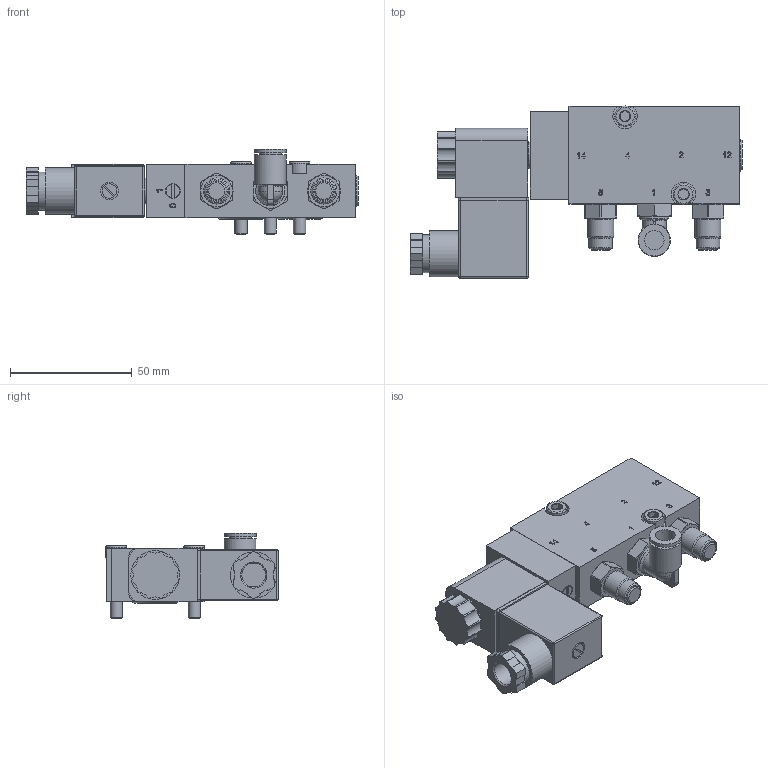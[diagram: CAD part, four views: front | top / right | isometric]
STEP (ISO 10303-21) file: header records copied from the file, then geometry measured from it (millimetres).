
FILE_DESCRIPTION(/* description */ ('Magnetventil Namur 1250 l/min G 1/4" 230VAC/24VDC+LED'),/* implementation_level */ '2;1');
FILE_NAME(/* name */ 'Solenoid valve namur 5-2.step',/* time_stamp */ '2025-07-22T08:49:07+02:00',/* author */ (''),/* organization */ (''),/* preprocessor_version */ 'ST-DEVELOPER v20.1',/* originating_system */ 'Autodesk Translation Framework v14.10.0.0',/* authorisation */ '');
FILE_SCHEMA (('AUTOMOTIVE_DESIGN { 1 0 10303 214 3 1 1 }'));
Length unit declared in the file: millimetre
Products named in the file (6): MNH 511 701 -Armatec; MNH 511 701; GZ-MA22; ST 22 E 1 N; _W097052000119; KQ2L08-02AS
Assembly tree (6 placements, depth 2):
  MNH 511 701 -Armatec
    MNH 511 701
    GZ-MA22
    ST 22 E 1 N
    _W097052000119  x2
    KQ2L08-02AS
Bounding box: 136.25 x 70.65 x 35.2 mm (x, y, z)
Volume: 114851.9 mm3; surface area: 41808.5 mm2
Topology: 13 solids, 13 shells, 662 faces, 1632 edges, 1062 vertices
Faces by surface type: plane 384, cylinder 135, cone 79, bspline 40, torus 18, sphere 6
Full cylindrical faces by diameter (mm): 1.5 x3, 1.6 x1, 2.459 x10, 3 x1, 3.236 x1, 4 x1, 4.019 x2, 5 x5, 5.5 x3, 5.6 x4, 6 x1, 6.1 x1, 7 x5, 7.3 x1, 7.7 x2, 8 x2, 8.15 x1, 8.5 x3, 8.95 x1, 9 x2, 9.15 x1, 9.7 x2, 9.728 x2, 9.75 x1, 10.7 x2, 11 x1, 11.445 x6, 11.6 x1, 12 x2, 12.06 x1
Entity records: 19856 total; most frequent: CARTESIAN_POINT 4356, ORIENTED_EDGE 3066, DIRECTION 2947, EDGE_CURVE 1533, VERTEX_POINT 1008, LINE 983, VECTOR 983, AXIS2_PLACEMENT_3D 982
